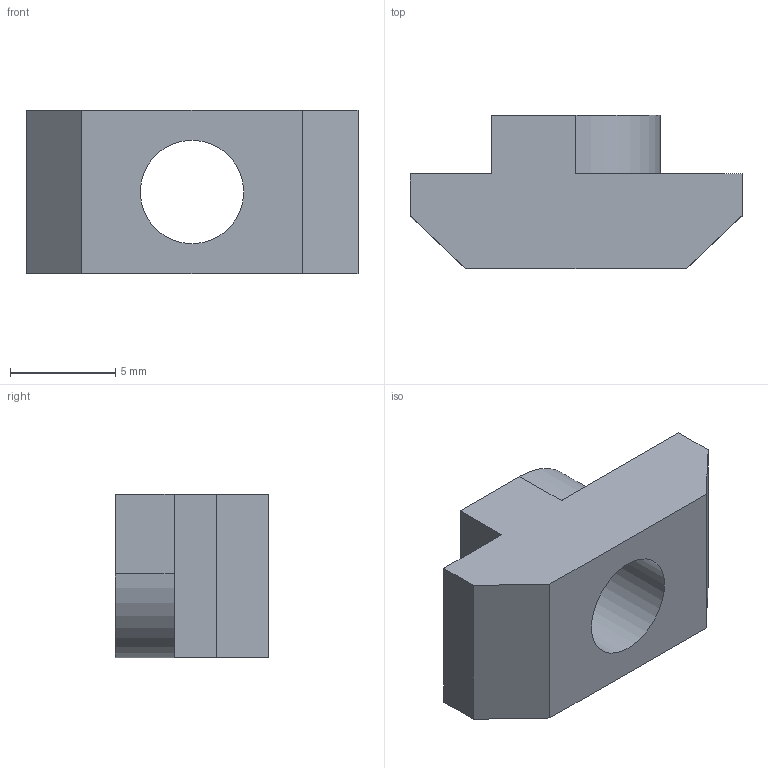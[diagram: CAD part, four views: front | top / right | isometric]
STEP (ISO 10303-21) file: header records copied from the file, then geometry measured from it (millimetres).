
FILE_DESCRIPTION(/* description */ (''),/* implementation_level */ '2;1');
FILE_NAME(/* name */ 'CAD_5746.stp',/* time_stamp */ '2016-04-16T08:10:22+02:00',/* author */ ('Hypex'),/* organization */ ('Hypex'),/* preprocessor_version */ 'ST-DEVELOPER v16.1',/* originating_system */ 'Autodesk Inventor 2016',/* authorisation */ '');
FILE_SCHEMA (('AUTOMOTIVE_DESIGN { 1 0 10303 214 3 1 1 }'));
Length unit declared in the file: millimetre
Products named in the file (1): CAD_5746
Bounding box: 15.8 x 7.3 x 7.8 mm (x, y, z)
Volume: 519.8 mm3; surface area: 575.8 mm2
Topology: 1 solids, 1 shells, 15 faces, 40 edges, 27 vertices
Faces by surface type: plane 12, cylinder 3
Full cylindrical faces by diameter (mm): 4.917 x1
Entity records: 482 total; most frequent: CARTESIAN_POINT 80, ORIENTED_EDGE 76, DIRECTION 76, EDGE_CURVE 38, LINE 32, VECTOR 32, VERTEX_POINT 26, AXIS2_PLACEMENT_3D 22
